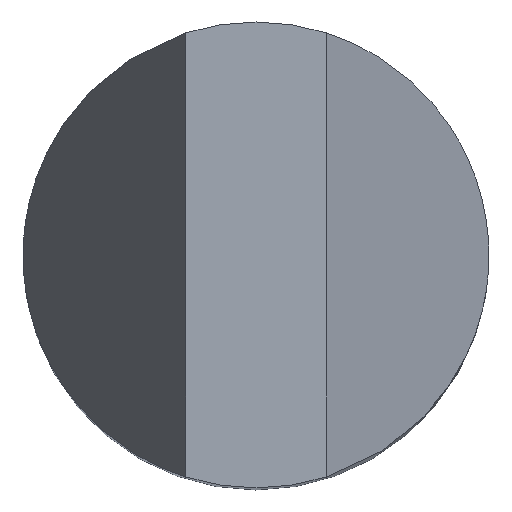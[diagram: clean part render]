
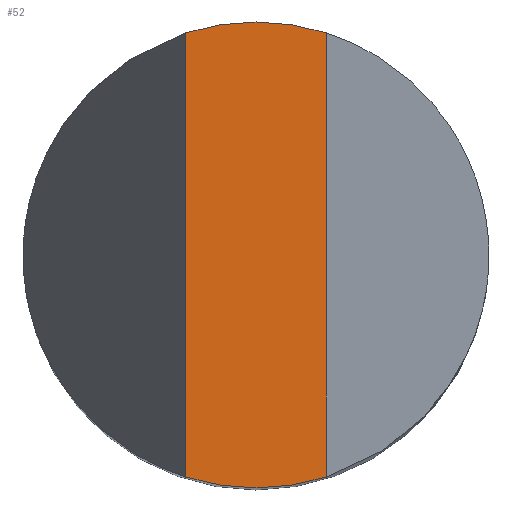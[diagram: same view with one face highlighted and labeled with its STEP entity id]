
A CAD part, top view. The second image highlights one B-rep face of the part: STEP entity #52.
In plain terms, the highlighted planar face has unit normal (0, 0, 1).
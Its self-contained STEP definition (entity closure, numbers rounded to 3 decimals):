
#2 = DIRECTION ( 'NONE',  ( 0., 0., 1. ) ) ;
#7 = DIRECTION ( 'NONE',  ( 0., 0., 1. ) ) ;
#11 = CIRCLE ( 'NONE', #119, 4.975 ) ;
#19 = AXIS2_PLACEMENT_3D ( 'NONE', #158, #2, #126 ) ;
#20 = VERTEX_POINT ( 'NONE', #295 ) ;
#28 = DIRECTION ( 'NONE',  ( 0., 0., 1. ) ) ;
#52 = ADVANCED_FACE ( 'NONE', ( #250 ), #128, .T. ) ;
#59 = DIRECTION ( 'NONE',  ( 1., 0., 0. ) ) ;
#74 = ORIENTED_EDGE ( 'NONE', *, *, #276, .T. ) ;
#76 = EDGE_CURVE ( 'NONE', #214, #144, #195, .T. ) ;
#82 = CARTESIAN_POINT ( 'NONE',  ( 0., 0., 96. ) ) ;
#88 = CARTESIAN_POINT ( 'NONE',  ( -1.5, 0., 96. ) ) ;
#108 = CARTESIAN_POINT ( 'NONE',  ( 1.5, 0., 96. ) ) ;
#114 = LINE ( 'NONE', #108, #297 ) ;
#119 = AXIS2_PLACEMENT_3D ( 'NONE', #82, #7, #157 ) ;
#125 = EDGE_LOOP ( 'NONE', ( #243, #193, #199, #74 ) ) ;
#126 = DIRECTION ( 'NONE',  ( 1., 0., 0. ) ) ;
#128 = PLANE ( 'NONE',  #163 ) ;
#134 = EDGE_CURVE ( 'NONE', #267, #20, #11, .T. ) ;
#144 = VERTEX_POINT ( 'NONE', #185 ) ;
#157 = DIRECTION ( 'NONE',  ( 1., 0., 0. ) ) ;
#158 = CARTESIAN_POINT ( 'NONE',  ( 0., 0., 96. ) ) ;
#163 = AXIS2_PLACEMENT_3D ( 'NONE', #246, #28, #59 ) ;
#168 = EDGE_CURVE ( 'NONE', #20, #214, #259, .T. ) ;
#185 = CARTESIAN_POINT ( 'NONE',  ( 1.5, -4.743, 96. ) ) ;
#193 = ORIENTED_EDGE ( 'NONE', *, *, #168, .T. ) ;
#195 = CIRCLE ( 'NONE', #19, 4.975 ) ;
#199 = ORIENTED_EDGE ( 'NONE', *, *, #76, .T. ) ;
#213 = CARTESIAN_POINT ( 'NONE',  ( 1.5, 4.743, 96. ) ) ;
#214 = VERTEX_POINT ( 'NONE', #260 ) ;
#220 = VECTOR ( 'NONE', #258, 1000. ) ;
#230 = DIRECTION ( 'NONE',  ( 0., 1., 0. ) ) ;
#243 = ORIENTED_EDGE ( 'NONE', *, *, #134, .T. ) ;
#246 = CARTESIAN_POINT ( 'NONE',  ( 0., 0., 96. ) ) ;
#250 = FACE_OUTER_BOUND ( 'NONE', #125, .T. ) ;
#258 = DIRECTION ( 'NONE',  ( 0., -1., 0. ) ) ;
#259 = LINE ( 'NONE', #88, #220 ) ;
#260 = CARTESIAN_POINT ( 'NONE',  ( -1.5, -4.743, 96. ) ) ;
#267 = VERTEX_POINT ( 'NONE', #213 ) ;
#276 = EDGE_CURVE ( 'NONE', #144, #267, #114, .T. ) ;
#295 = CARTESIAN_POINT ( 'NONE',  ( -1.5, 4.743, 96. ) ) ;
#297 = VECTOR ( 'NONE', #230, 1000. ) ;
